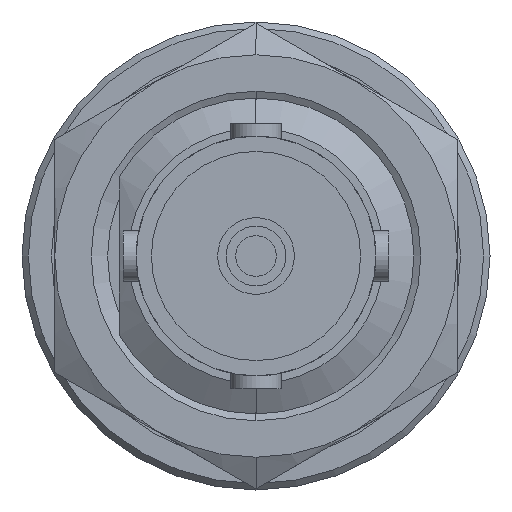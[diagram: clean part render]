
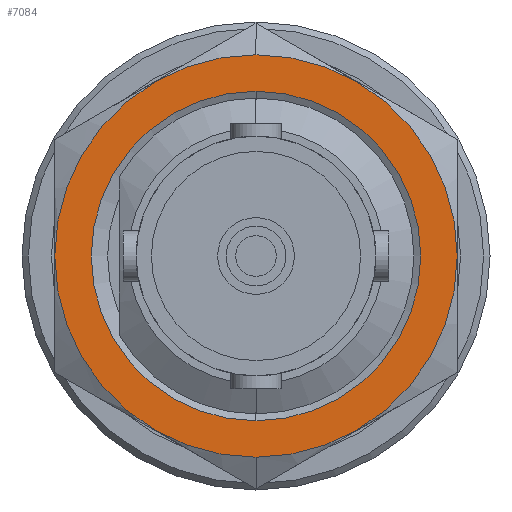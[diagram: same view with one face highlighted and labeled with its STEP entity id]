
A CAD part, left-side view. The second image highlights one B-rep face of the part: STEP entity #7084.
In plain terms, the highlighted planar face has unit normal (-1, 0, 0).
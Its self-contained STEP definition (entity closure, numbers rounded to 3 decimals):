
#12 = VERTEX_POINT ( 'NONE', #6181 ) ;
#364 = EDGE_LOOP ( 'NONE', ( #10044, #2313 ) ) ;
#413 = AXIS2_PLACEMENT_3D ( 'NONE', #3745, #9148, #1246 ) ;
#926 = DIRECTION ( 'NONE',  ( 0., 0., -1. ) ) ;
#1038 = VERTEX_POINT ( 'NONE', #5365 ) ;
#1052 = VERTEX_POINT ( 'NONE', #9483 ) ;
#1149 = EDGE_CURVE ( 'NONE', #1296, #12, #1846, .T. ) ;
#1246 = DIRECTION ( 'NONE',  ( 0., 0., -1. ) ) ;
#1296 = VERTEX_POINT ( 'NONE', #6163 ) ;
#1534 = AXIS2_PLACEMENT_3D ( 'NONE', #3851, #5685, #7244 ) ;
#1846 = CIRCLE ( 'NONE', #413, 6.547 ) ;
#2256 = CARTESIAN_POINT ( 'NONE',  ( -2.494, 0., 0. ) ) ;
#2313 = ORIENTED_EDGE ( 'NONE', *, *, #1149, .F. ) ;
#2452 = EDGE_CURVE ( 'NONE', #1052, #1038, #2592, .T. ) ;
#2592 = CIRCLE ( 'NONE', #1534, 7.996 ) ;
#3745 = CARTESIAN_POINT ( 'NONE',  ( -2.494, 0., 0. ) ) ;
#3851 = CARTESIAN_POINT ( 'NONE',  ( -2.494, 0., 0. ) ) ;
#3933 = CIRCLE ( 'NONE', #6935, 6.547 ) ;
#4039 = DIRECTION ( 'NONE',  ( 1., 0., 0. ) ) ;
#4440 = DIRECTION ( 'NONE',  ( -1., 0., 0. ) ) ;
#4570 = EDGE_CURVE ( 'NONE', #12, #1296, #3933, .T. ) ;
#5349 = DIRECTION ( 'NONE',  ( 0., 0., -1. ) ) ;
#5365 = CARTESIAN_POINT ( 'NONE',  ( -2.494, 0., 7.996 ) ) ;
#5458 = PLANE ( 'NONE',  #7943 ) ;
#5640 = EDGE_CURVE ( 'NONE', #1038, #1052, #9340, .T. ) ;
#5685 = DIRECTION ( 'NONE',  ( 1., 0., 0. ) ) ;
#5846 = ORIENTED_EDGE ( 'NONE', *, *, #5640, .F. ) ;
#6163 = CARTESIAN_POINT ( 'NONE',  ( -2.494, 0., -6.547 ) ) ;
#6175 = FACE_BOUND ( 'NONE', #364, .T. ) ;
#6181 = CARTESIAN_POINT ( 'NONE',  ( -2.494, 0., 6.547 ) ) ;
#6935 = AXIS2_PLACEMENT_3D ( 'NONE', #6974, #4440, #926 ) ;
#6974 = CARTESIAN_POINT ( 'NONE',  ( -2.494, 0., 0. ) ) ;
#7009 = FACE_OUTER_BOUND ( 'NONE', #8904, .T. ) ;
#7084 = ADVANCED_FACE ( 'NONE', ( #6175, #7009 ), #5458, .F. ) ;
#7244 = DIRECTION ( 'NONE',  ( 0., 0., -1. ) ) ;
#7326 = ORIENTED_EDGE ( 'NONE', *, *, #2452, .F. ) ;
#7943 = AXIS2_PLACEMENT_3D ( 'NONE', #10360, #9522, #5349 ) ;
#8904 = EDGE_LOOP ( 'NONE', ( #7326, #5846 ) ) ;
#9148 = DIRECTION ( 'NONE',  ( -1., 0., 0. ) ) ;
#9340 = CIRCLE ( 'NONE', #10586, 7.996 ) ;
#9483 = CARTESIAN_POINT ( 'NONE',  ( -2.494, 0., -7.996 ) ) ;
#9522 = DIRECTION ( 'NONE',  ( 1., 0., 0. ) ) ;
#10044 = ORIENTED_EDGE ( 'NONE', *, *, #4570, .F. ) ;
#10054 = DIRECTION ( 'NONE',  ( 0., 0., -1. ) ) ;
#10360 = CARTESIAN_POINT ( 'NONE',  ( -2.494, 0., 0. ) ) ;
#10586 = AXIS2_PLACEMENT_3D ( 'NONE', #2256, #4039, #10054 ) ;
